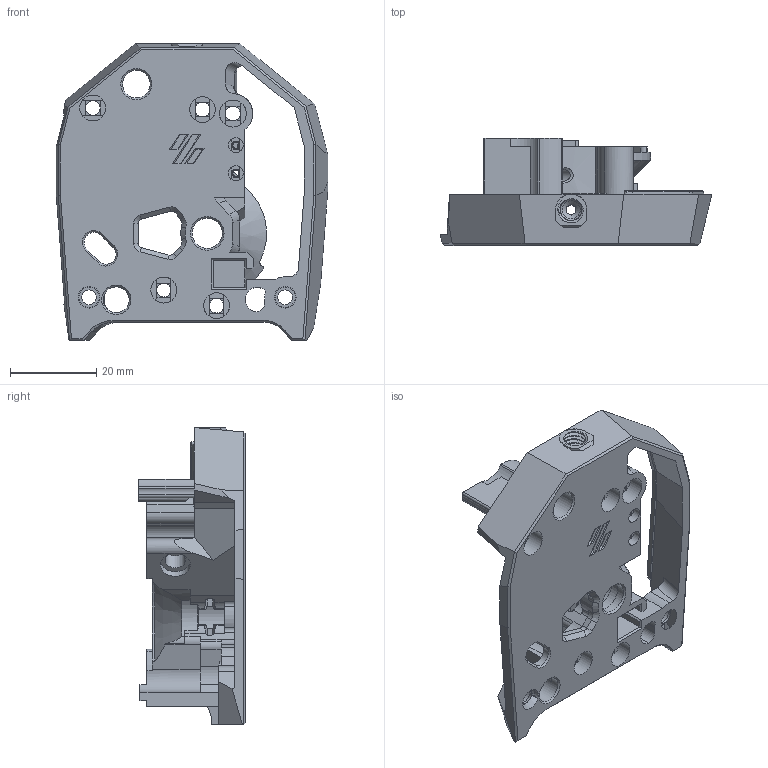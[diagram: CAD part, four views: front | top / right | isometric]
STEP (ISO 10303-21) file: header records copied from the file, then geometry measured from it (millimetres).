
FILE_DESCRIPTION(/* description */ (''),/* implementation_level */ '2;1');
FILE_NAME(/* name */ 'Clockwork_2_Main_Body_DualFS.step',/* time_stamp */ '2024-07-10T13:14:38+10:00',/* author */ (''),/* organization */ (''),/* preprocessor_version */ 'ST-DEVELOPER v20',/* originating_system */ 'Autodesk Translation Framework v13.14.0.145',/* authorisation */ '');
FILE_SCHEMA (('AUTOMOTIVE_DESIGN { 1 0 10303 214 3 1 1 }'));
Length unit declared in the file: millimetre
Products named in the file (1): Main_Body_DualFS
Bounding box: 62.85 x 24.7 x 68.69 mm (x, y, z)
Volume: 24205.8 mm3; surface area: 15954.7 mm2
Topology: 1 solids, 1 shells, 586 faces, 1644 edges, 1057 vertices
Faces by surface type: plane 356, cylinder 160, cone 39, bspline 27, sphere 2, torus 2
Full cylindrical faces by diameter (mm): 1.8 x4, 2.8 x1, 3.2 x1, 3.4 x6, 3.5 x2, 4.2 x2, 4.7 x4, 5.035 x4, 6 x5, 6.147 x4, 6.248 x1, 6.4 x1, 7 x2, 8.2 x1
Entity records: 21320 total; most frequent: CARTESIAN_POINT 6119, ORIENTED_EDGE 3288, DIRECTION 3083, EDGE_CURVE 1644, VERTEX_POINT 1057, LINE 1029, VECTOR 1029, AXIS2_PLACEMENT_3D 1027
